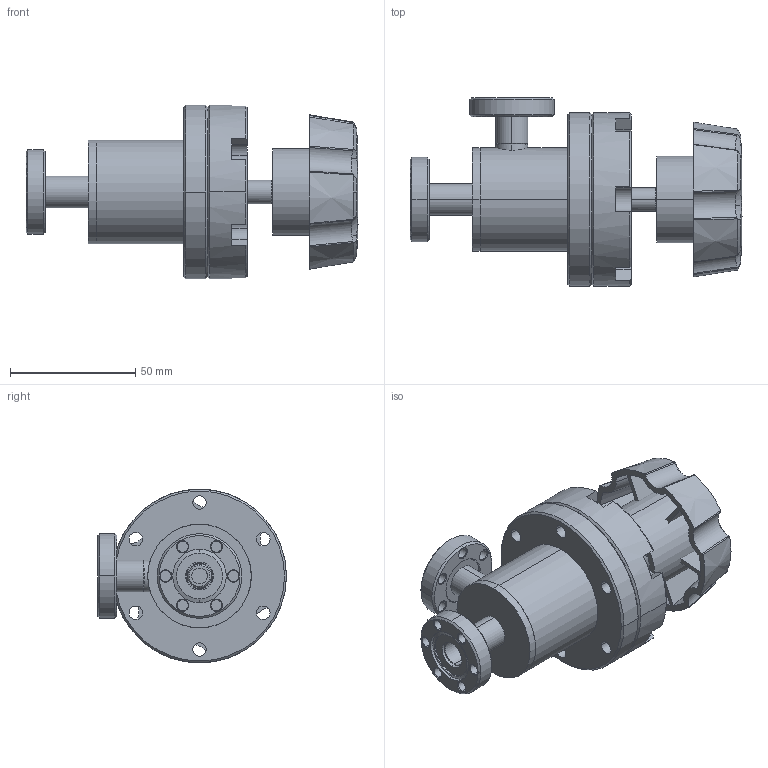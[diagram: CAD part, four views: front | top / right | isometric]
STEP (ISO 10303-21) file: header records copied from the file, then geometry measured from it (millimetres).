
FILE_DESCRIPTION (( 'STEP AP214' ), '1' );
FILE_NAME ('MA-500-H-CF_MANUAL_ANGLE_VALVE.STEP', '2020-05-13T11:00:58', ( 'admin' ), ( 'Microsoft' ), 'SwSTEP 2.0', 'SolidWorks 2016', '' );
FILE_SCHEMA (( 'AUTOMOTIVE_DESIGN' ));
Length unit declared in the file: inch
Products named in the file (1): MA-500-H-CF_MANUAL_ANGLE_VALVE
Bounding box: 132.5 x 75.34 x 69.34 mm (x, y, z)
Volume: 132563.4 mm3; surface area: 74621 mm2
Topology: 14 solids, 14 shells, 451 faces, 1159 edges, 757 vertices
Faces by surface type: cylinder 181, cone 144, plane 105, bspline 20, sphere 1
Entity records: 15767 total; most frequent: CARTESIAN_POINT 4456, DIRECTION 2350, ORIENTED_EDGE 2318, EDGE_CURVE 1159, AXIS2_PLACEMENT_3D 971, VERTEX_POINT 757, EDGE_LOOP 546, CIRCLE 539
